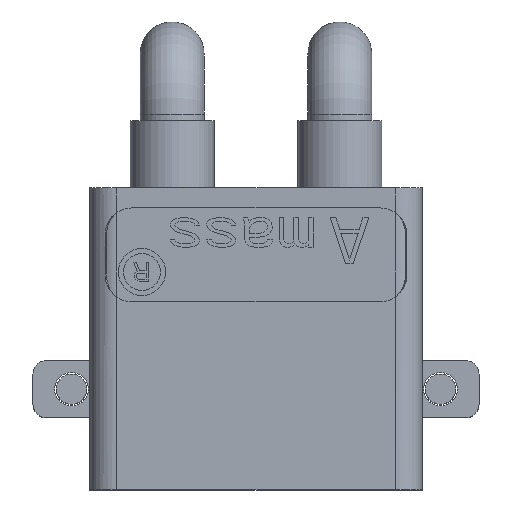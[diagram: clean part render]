
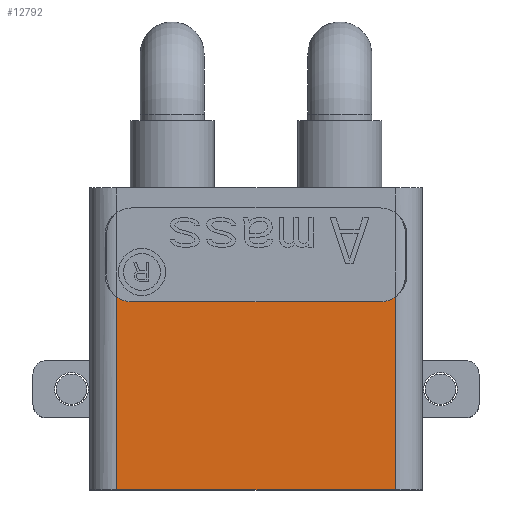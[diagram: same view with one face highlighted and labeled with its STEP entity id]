
A CAD part, top view. The second image highlights one B-rep face of the part: STEP entity #12792.
In plain terms, the highlighted planar face has unit normal (0, 0, 1).
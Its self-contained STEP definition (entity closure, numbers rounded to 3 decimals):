
#398=PLANE('',#13555);
#1025=FACE_OUTER_BOUND('',#1718,.T.);
#1718=EDGE_LOOP('',(#9881,#9882,#9883,#9884,#9885,#9886));
#2574=LINE('',#18172,#4300);
#2782=LINE('',#18682,#4508);
#2788=LINE('',#18841,#4514);
#2801=LINE('',#18936,#4527);
#4300=VECTOR('',#14779,1.);
#4508=VECTOR('',#15023,1.);
#4514=VECTOR('',#15045,1.);
#4527=VECTOR('',#15072,1.);
#5770=CIRCLE('',#13556,0.8);
#5771=CIRCLE('',#13557,0.8);
#6077=VERTEX_POINT('',#18169);
#6078=VERTEX_POINT('',#18171);
#6292=VERTEX_POINT('',#18681);
#6300=VERTEX_POINT('',#18770);
#6307=VERTEX_POINT('',#18934);
#6308=VERTEX_POINT('',#18935);
#7424=EDGE_CURVE('',#6078,#6077,#2574,.T.);
#7641=EDGE_CURVE('',#6292,#6078,#2782,.T.);
#7653=EDGE_CURVE('',#6077,#6300,#2788,.T.);
#7667=EDGE_CURVE('',#6307,#6308,#2801,.T.);
#7668=EDGE_CURVE('',#6292,#6307,#5770,.T.);
#7669=EDGE_CURVE('',#6308,#6300,#5771,.T.);
#9881=ORIENTED_EDGE('',*,*,#7667,.F.);
#9882=ORIENTED_EDGE('',*,*,#7668,.F.);
#9883=ORIENTED_EDGE('',*,*,#7641,.T.);
#9884=ORIENTED_EDGE('',*,*,#7424,.T.);
#9885=ORIENTED_EDGE('',*,*,#7653,.T.);
#9886=ORIENTED_EDGE('',*,*,#7669,.F.);
#12792=ADVANCED_FACE('',(#1025),#398,.T.);
#13555=AXIS2_PLACEMENT_3D('',#18933,#15070,#15071);
#13556=AXIS2_PLACEMENT_3D('',#18937,#15073,#15074);
#13557=AXIS2_PLACEMENT_3D('',#18938,#15075,#15076);
#14779=DIRECTION('',(1.,0.,0.));
#15023=DIRECTION('',(0.,-1.,0.));
#15045=DIRECTION('',(0.,1.,0.));
#15070=DIRECTION('center_axis',(0.,0.,1.));
#15071=DIRECTION('ref_axis',(1.,0.,0.));
#15072=DIRECTION('',(1.,0.,0.));
#15073=DIRECTION('center_axis',(0.,0.,1.));
#15074=DIRECTION('ref_axis',(-0.563,-0.827,0.));
#15075=DIRECTION('center_axis',(0.,0.,1.));
#15076=DIRECTION('ref_axis',(0.,-1.,0.));
#18169=CARTESIAN_POINT('',(4.15,-7.98,5.));
#18171=CARTESIAN_POINT('',(-4.15,-7.98,5.));
#18172=CARTESIAN_POINT('',(-4.15,-7.98,5.));
#18681=CARTESIAN_POINT('',(-4.15,-2.241,5.));
#18682=CARTESIAN_POINT('',(-4.15,-2.241,5.));
#18770=CARTESIAN_POINT('',(4.15,-2.241,5.));
#18841=CARTESIAN_POINT('',(4.15,-7.98,5.));
#18933=CARTESIAN_POINT('Origin',(0.,-3.48,5.));
#18934=CARTESIAN_POINT('',(-3.7,-2.379,5.));
#18935=CARTESIAN_POINT('',(3.7,-2.379,5.));
#18936=CARTESIAN_POINT('',(-3.7,-2.379,5.));
#18937=CARTESIAN_POINT('Origin',(-3.7,-1.579,5.));
#18938=CARTESIAN_POINT('Origin',(3.7,-1.579,5.));
